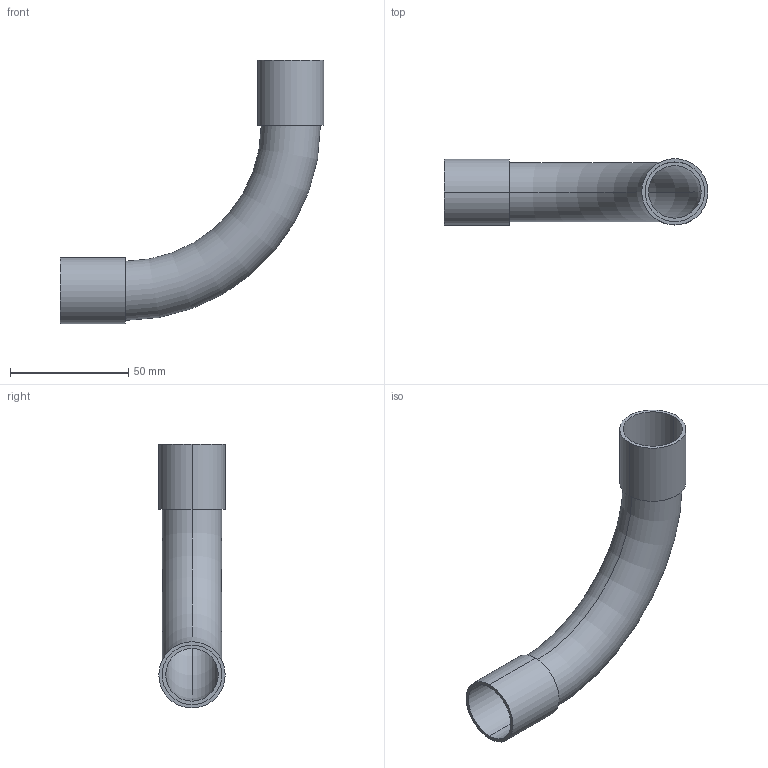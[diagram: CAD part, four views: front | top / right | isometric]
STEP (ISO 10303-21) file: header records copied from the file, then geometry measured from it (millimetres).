
FILE_DESCRIPTION (( 'STEP AP214' ), '1' );
FILE_NAME ('CTA10D-CRSG25-K41 - Ïîâîðîò íà 90 òðóáà-òðóáà CRSG25.STEP', '2016-05-18T13:52:48', ( '' ), ( '' ), 'SwSTEP 2.0', 'SolidWorks 2014', '' );
FILE_SCHEMA (( 'AUTOMOTIVE_DESIGN' ));
Length unit declared in the file: millimetre
Products named in the file (1): CTA10D-CRSG25-K41 - Ïîâîðîò íà 90 òðóáà-òðóáà CRSG25
Bounding box: 111.5 x 28 x 111.5 mm (x, y, z)
Volume: 18294.6 mm3; surface area: 26166.3 mm2
Topology: 1 solids, 1 shells, 22 faces, 44 edges, 28 vertices
Faces by surface type: cylinder 12, plane 6, torus 4
Entity records: 626 total; most frequent: DIRECTION 122, CARTESIAN_POINT 95, ORIENTED_EDGE 88, AXIS2_PLACEMENT_3D 55, EDGE_CURVE 44, CIRCLE 32, EDGE_LOOP 28, VERTEX_POINT 28
